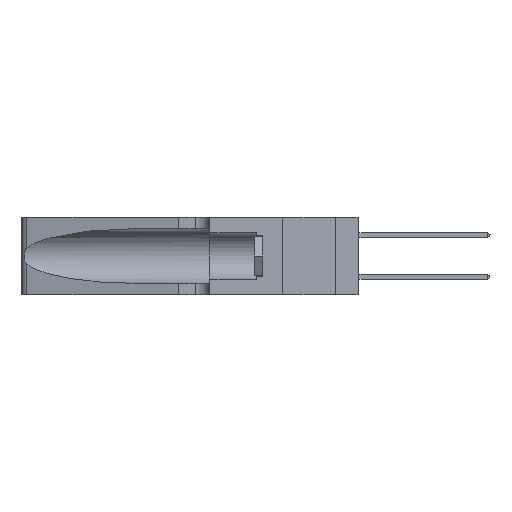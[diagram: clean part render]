
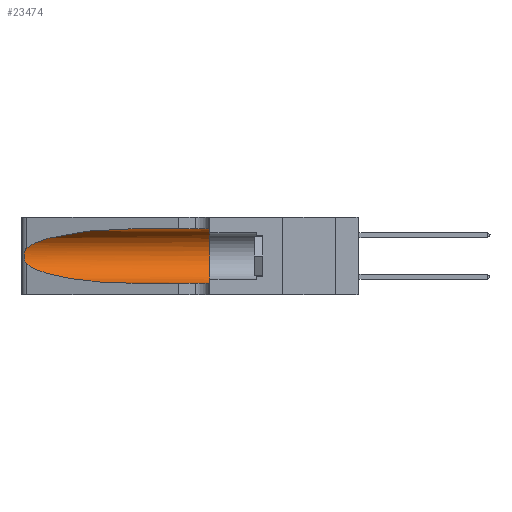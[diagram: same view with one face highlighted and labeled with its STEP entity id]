
A CAD part, left-side view. The second image highlights one B-rep face of the part: STEP entity #23474.
In plain terms, the highlighted cylindrical face has radius 3.308 mm (diameter 6.617 mm), a partial arc.
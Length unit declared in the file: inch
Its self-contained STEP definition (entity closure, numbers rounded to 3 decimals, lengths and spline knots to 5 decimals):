
#635 = CYLINDRICAL_SURFACE ( 'NONE', #21843, 0.13025 ) ;
#727 = CARTESIAN_POINT ( 'NONE',  ( 0.18966, 0.96281, 0.05475 ) ) ;
#917 = CARTESIAN_POINT ( 'NONE',  ( 0.25856, 1.23593, 0.16098 ) ) ;
#965 = CIRCLE ( 'NONE', #1772, 0.13025 ) ;
#1772 = AXIS2_PLACEMENT_3D ( 'NONE', #9183, #21986, #11042 ) ;
#2303 = ORIENTED_EDGE ( 'NONE', *, *, #12279, .T. ) ;
#2467 = VERTEX_POINT ( 'NONE', #8418 ) ;
#2929 = CARTESIAN_POINT ( 'NONE',  ( 0.25639, 1.23186, 0.15144 ) ) ;
#3398 = VERTEX_POINT ( 'NONE', #11677 ) ;
#4950 = CARTESIAN_POINT ( 'NONE',  ( 0.25487, 1.22718, 0.14631 ) ) ;
#5162 = ORIENTED_EDGE ( 'NONE', *, *, #23593, .T. ) ;
#6807 = CARTESIAN_POINT ( 'NONE',  ( 0.25487, 1.22718, 0.22369 ) ) ;
#7431 = CARTESIAN_POINT ( 'NONE',  ( 0.25487, 1.22718, 0.22369 ) ) ;
#8070 = CARTESIAN_POINT ( 'NONE',  ( 0.1305, 1.61858, 0.31525 ) ) ;
#8418 = CARTESIAN_POINT ( 'NONE',  ( 0.1305, 0.72297, 0.05475 ) ) ;
#8532 = CARTESIAN_POINT ( 'NONE',  ( 0.2373, 1.15595, 0.08982 ) ) ;
#8614 = CARTESIAN_POINT ( 'NONE',  ( 0.25487, 1.22718, 0.14631 ) ) ;
#8715 = CARTESIAN_POINT ( 'NONE',  ( 0.25854, 1.2359, 0.20912 ) ) ;
#8923 = CARTESIAN_POINT ( 'NONE',  ( 0.1305, 0.72297, 0.31525 ) ) ;
#9183 = CARTESIAN_POINT ( 'NONE',  ( 0.1305, 0.35, 0.185 ) ) ;
#10071 = DIRECTION ( 'NONE',  ( 0., -1., 0. ) ) ;
#10566 = CARTESIAN_POINT ( 'NONE',  ( 0.26075, 1.23896, 0.19203 ) ) ;
#11042 = DIRECTION ( 'NONE',  ( 0., 0., 1. ) ) ;
#11093 = VERTEX_POINT ( 'NONE', #8923 ) ;
#11099 = CARTESIAN_POINT ( 'NONE',  ( 0.18966, 0.96281, 0.31525 ) ) ;
#11437 = CARTESIAN_POINT ( 'NONE',  ( 0.1305, 0.35, 0.31525 ) ) ;
#11677 = CARTESIAN_POINT ( 'NONE',  ( 0.1305, 0.35, 0.05475 ) ) ;
#11886 = CARTESIAN_POINT ( 'NONE',  ( 0.1305, 1.61858, 0.185 ) ) ;
#12279 = EDGE_CURVE ( 'NONE', #15910, #19748, #20018, .T. ) ;
#12378 = CARTESIAN_POINT ( 'NONE',  ( 0.26017, 1.23833, 0.17102 ) ) ;
#13075 = LINE ( 'NONE', #8070, #22235 ) ;
#13739 = DIRECTION ( 'NONE',  ( 0., 0., -1. ) ) ;
#14062 = CARTESIAN_POINT ( 'NONE',  ( 0.1305, 0.72297, 0.05475 ) ) ;
#14160 = CARTESIAN_POINT ( 'NONE',  ( 0.25639, 1.23184, 0.21858 ) ) ;
#14240 = CARTESIAN_POINT ( 'NONE',  ( 0.25789, 1.23486, 0.15765 ) ) ;
#14539 = VECTOR ( 'NONE', #22543, 39.37008 ) ;
#14826 = EDGE_CURVE ( 'NONE', #11093, #22818, #13075, .T. ) ;
#14890 = ORIENTED_EDGE ( 'NONE', *, *, #14826, .F. ) ;
#15122 = LINE ( 'NONE', #20708, #14539 ) ;
#15449 = DIRECTION ( 'NONE',  ( 0., -1., 0. ) ) ;
#15910 = VERTEX_POINT ( 'NONE', #21374 ) ;
#16082 = CARTESIAN_POINT ( 'NONE',  ( 0.25555, 1.22993, 0.14849 ) ) ;
#16330 = ORIENTED_EDGE ( 'NONE', *, *, #23248, .F. ) ;
#17655 = CARTESIAN_POINT ( 'NONE',  ( 0.25487, 1.22718, 0.14631 ) ) ;
#17834 = ORIENTED_EDGE ( 'NONE', *, *, #21968, .T. ) ;
#17936 = EDGE_LOOP ( 'NONE', ( #17834, #2303, #5162, #22770, #16330, #14890 ) ) ;
#18256 =( BOUNDED_CURVE ( )  B_SPLINE_CURVE ( 3, ( #17655, #8532, #727, #14062 ),
 .UNSPECIFIED., .F., .T. ) 
 B_SPLINE_CURVE_WITH_KNOTS ( ( 4, 4 ),
 ( 3.44316, 4.71239 ),
 .UNSPECIFIED. ) 
 CURVE ( )  GEOMETRIC_REPRESENTATION_ITEM ( )  RATIONAL_B_SPLINE_CURVE ( ( 1., 0.87, 0.87, 1. ) ) 
 REPRESENTATION_ITEM ( '' )  );
#18439 = CARTESIAN_POINT ( 'NONE',  ( 0.2373, 1.15595, 0.28018 ) ) ;
#19663 = CARTESIAN_POINT ( 'NONE',  ( 0.25787, 1.23484, 0.2124 ) ) ;
#19748 = VERTEX_POINT ( 'NONE', #8614 ) ;
#20018 = B_SPLINE_CURVE_WITH_KNOTS ( 'NONE', 3,
 ( #6807, #23258, #14160, #19663, #8715, #21515, #10566, #23327, #12378, #917, #14240, #2929, #16082, #4950 ),
 .UNSPECIFIED., .F., .F.,
 ( 4, 2, 2, 2, 2, 2, 4 ),
 ( 0., 0.00027, 0.00053, 0.00107, 0.0016, 0.00187, 0.00214 ),
 .UNSPECIFIED. ) ;
#20629 = FACE_OUTER_BOUND ( 'NONE', #17936, .T. ) ;
#20708 = CARTESIAN_POINT ( 'NONE',  ( 0.1305, 1.61858, 0.05475 ) ) ;
#21374 = CARTESIAN_POINT ( 'NONE',  ( 0.25487, 1.22718, 0.22369 ) ) ;
#21376 = EDGE_CURVE ( 'NONE', #2467, #3398, #15122, .T. ) ;
#21515 = CARTESIAN_POINT ( 'NONE',  ( 0.26018, 1.23835, 0.19895 ) ) ;
#21843 = AXIS2_PLACEMENT_3D ( 'NONE', #11886, #10071, #13739 ) ;
#21968 = EDGE_CURVE ( 'NONE', #11093, #15910, #22514, .T. ) ;
#21986 = DIRECTION ( 'NONE',  ( 0., 1., 0. ) ) ;
#22038 = CARTESIAN_POINT ( 'NONE',  ( 0.1305, 0.72297, 0.31525 ) ) ;
#22235 = VECTOR ( 'NONE', #15449, 39.37008 ) ;
#22514 =( BOUNDED_CURVE ( )  B_SPLINE_CURVE ( 3, ( #22038, #11099, #18439, #7431 ),
 .UNSPECIFIED., .F., .F. ) 
 B_SPLINE_CURVE_WITH_KNOTS ( ( 4, 4 ),
 ( 1.5708, 2.84003 ),
 .UNSPECIFIED. ) 
 CURVE ( )  GEOMETRIC_REPRESENTATION_ITEM ( )  RATIONAL_B_SPLINE_CURVE ( ( 1., 0.87, 0.87, 1. ) ) 
 REPRESENTATION_ITEM ( '' )  );
#22543 = DIRECTION ( 'NONE',  ( 0., -1., 0. ) ) ;
#22770 = ORIENTED_EDGE ( 'NONE', *, *, #21376, .T. ) ;
#22818 = VERTEX_POINT ( 'NONE', #11437 ) ;
#23248 = EDGE_CURVE ( 'NONE', #22818, #3398, #965, .T. ) ;
#23258 = CARTESIAN_POINT ( 'NONE',  ( 0.25555, 1.22994, 0.2215 ) ) ;
#23327 = CARTESIAN_POINT ( 'NONE',  ( 0.26075, 1.23896, 0.178 ) ) ;
#23474 = ADVANCED_FACE ( 'NONE', ( #20629 ), #635, .F. ) ;
#23593 = EDGE_CURVE ( 'NONE', #19748, #2467, #18256, .T. ) ;
